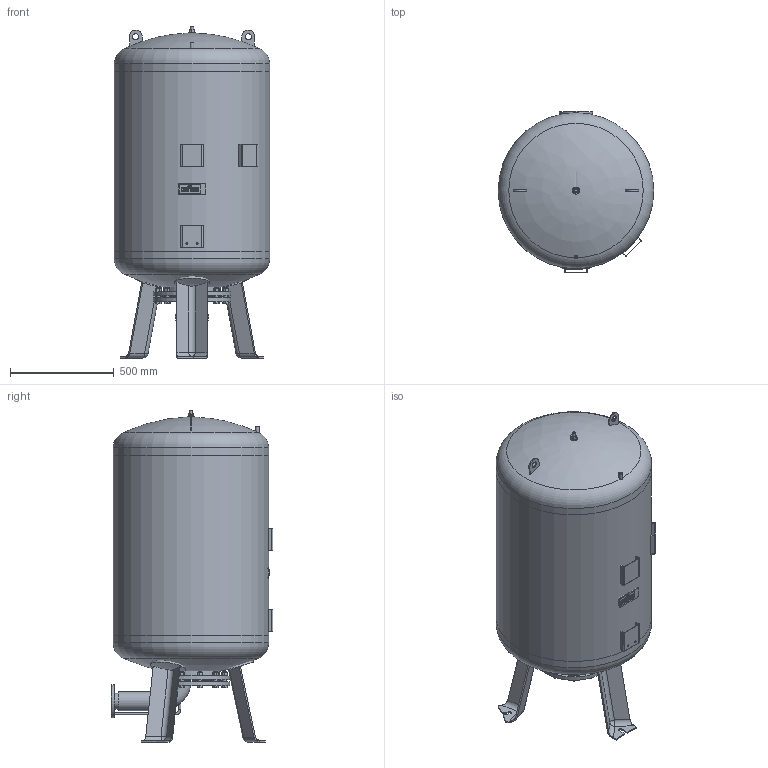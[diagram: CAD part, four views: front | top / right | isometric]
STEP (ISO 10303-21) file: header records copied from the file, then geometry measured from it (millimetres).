
FILE_DESCRIPTION(/* description */ (''),/* implementation_level */ '2;1');
FILE_NAME(/* name */ '3d_ReflexomatRF500_10bar-8654400.stp',/* time_stamp */ '2015-12-08T09:24:53+01:00',/* author */ ('Andrzej'),/* organization */ (''),/* preprocessor_version */ 'ST-DEVELOPER v15.5',/* originating_system */ 'AutoCAD Mechanical',/* authorisation */ '');
FILE_SCHEMA (('AUTOMOTIVE_DESIGN { 1 0 10303 214 3 1 1 }'));
Length unit declared in the file: millimetre
Products named in the file (1): Product
Bounding box: 750 x 780 x 1600 mm (x, y, z)
Volume: 509416207.7 mm3; surface area: 6554666.9 mm2
Topology: 27 solids, 27 shells, 592 faces, 1457 edges, 966 vertices
Faces by surface type: plane 387, cylinder 161, cone 19, sphere 15, torus 7, bspline 3
Full cylindrical faces by diameter (mm): 5 x1, 9 x2, 10 x2, 14 x4, 16 x26, 17.2 x1, 30 x2, 34 x1, 76.1 x2, 92.1 x1, 160 x1, 260.4 x1, 272.4 x1, 375 x2, 750 x3
Entity records: 17678 total; most frequent: CARTESIAN_POINT 3653, DIRECTION 2890, ORIENTED_EDGE 2710, EDGE_CURVE 1355, LINE 972, VECTOR 972, AXIS2_PLACEMENT_3D 959, VERTEX_POINT 942
